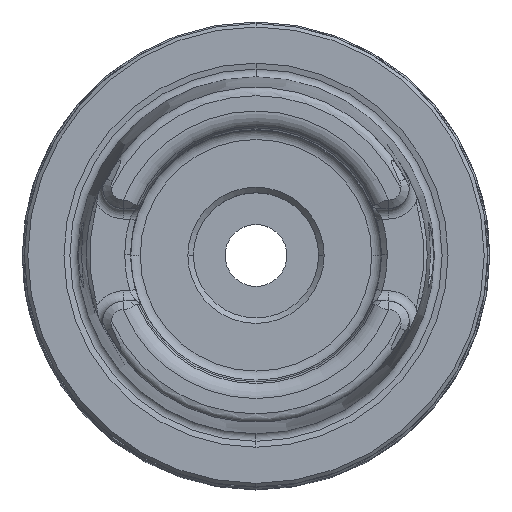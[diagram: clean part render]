
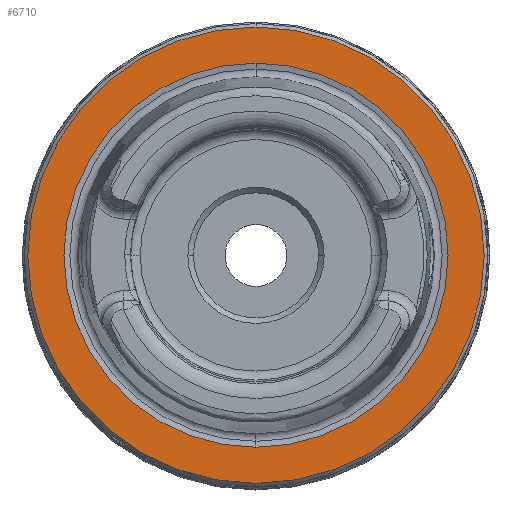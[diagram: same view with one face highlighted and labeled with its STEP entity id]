
A CAD part, top view. The second image highlights one B-rep face of the part: STEP entity #6710.
In plain terms, the highlighted planar face has unit normal (0, 0, 1).
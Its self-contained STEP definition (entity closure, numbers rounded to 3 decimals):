
#2874=EDGE_CURVE('NONE',#5996,#2952,#7480,.T.);
#2952=VERTEX_POINT('NONE',#7562);
#3042=EDGE_CURVE('NONE',#4822,#6426,#7660,.F.);
#4196=EDGE_CURVE('NONE',#6426,#4822,#8940,.T.);
#4822=VERTEX_POINT('NONE',#9628);
#5996=VERTEX_POINT('NONE',#10917);
#6034=EDGE_CURVE('NONE',#2952,#5996,#10956,.T.);
#6426=VERTEX_POINT('NONE',#11399);
#6710=ADVANCED_FACE('NONE',(#11712,#11713),#11714,.F.);
#7480=CIRCLE('',#13352,30.995);
#7562=CARTESIAN_POINT('',(0.,30.995,0.));
#7660=CIRCLE('',#13945,26.09);
#8940=CIRCLE('',#16999,26.09);
#9628=CARTESIAN_POINT('',(0.,26.09,0.));
#10917=CARTESIAN_POINT('',(0.,-30.995,0.));
#10956=CIRCLE('',#22320,30.995);
#11399=CARTESIAN_POINT('',(0.,-26.09,0.));
#11712=FACE_OUTER_BOUND('',#24101,.T.);
#11713=FACE_BOUND('',#24102,.T.);
#11714=PLANE('',#24103);
#13352=AXIS2_PLACEMENT_3D('',#25183,#25184,#25185);
#13945=AXIS2_PLACEMENT_3D('',#25353,#25354,#25355);
#16999=AXIS2_PLACEMENT_3D('',#26777,#26778,#26779);
#22320=AXIS2_PLACEMENT_3D('',#28867,#28868,#28869);
#24101=EDGE_LOOP('',(#29759,#29760));
#24102=EDGE_LOOP('',(#29761,#29762));
#24103=AXIS2_PLACEMENT_3D('',#29763,#29764,#29765);
#25183=CARTESIAN_POINT('',(0.,0.,0.));
#25184=DIRECTION('',(0.0,0.0,1.0));
#25185=DIRECTION('',(0.,-1.0,0.0));
#25353=CARTESIAN_POINT('',(0.,0.,0.));
#25354=DIRECTION('',(0.0,0.0,-1.0));
#25355=DIRECTION('',(0.,1.0,0.0));
#26777=CARTESIAN_POINT('',(0.,0.,0.));
#26778=DIRECTION('',(0.0,-0.0,1.0));
#26779=DIRECTION('',(0.,1.0,0.0));
#28867=CARTESIAN_POINT('',(0.,0.,0.));
#28868=DIRECTION('',(0.0,0.0,1.0));
#28869=DIRECTION('',(0.,-1.0,0.0));
#29759=ORIENTED_EDGE('',*,*,#2874,.T.);
#29760=ORIENTED_EDGE('',*,*,#6034,.T.);
#29761=ORIENTED_EDGE('',*,*,#3042,.F.);
#29762=ORIENTED_EDGE('',*,*,#4196,.F.);
#29763=CARTESIAN_POINT('',(0.,-24.796,0.));
#29764=DIRECTION('',(-0.0,0.0,-1.0));
#29765=DIRECTION('',(0.,-1.0,0.0));
